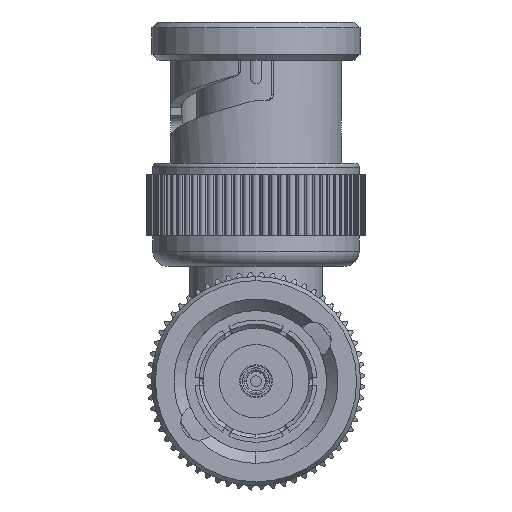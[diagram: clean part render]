
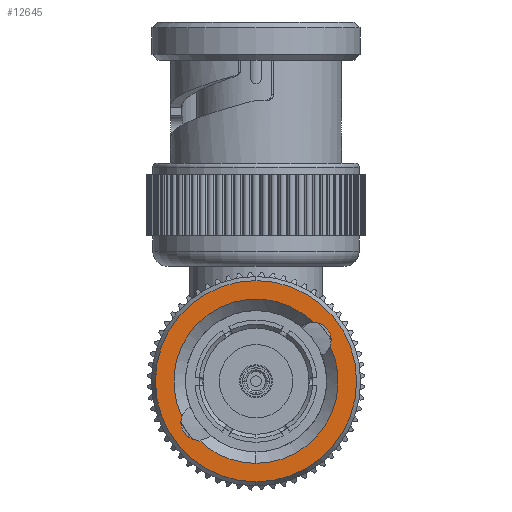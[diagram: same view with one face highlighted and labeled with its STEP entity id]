
A CAD part, left-side view. The second image highlights one B-rep face of the part: STEP entity #12645.
In plain terms, the highlighted planar face has unit normal (-1, 0, 0).
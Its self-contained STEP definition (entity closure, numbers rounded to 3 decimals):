
#101 = CARTESIAN_POINT ( 'NONE',  ( 8.604, 0., 5.46 ) ) ;
#207 = ORIENTED_EDGE ( 'NONE', *, *, #24508, .T. ) ;
#332 = EDGE_CURVE ( 'NONE', #6214, #13261, #18212, .T. ) ;
#486 = ORIENTED_EDGE ( 'NONE', *, *, #12218, .T. ) ;
#487 = VERTEX_POINT ( 'NONE', #7227 ) ;
#947 = AXIS2_PLACEMENT_3D ( 'NONE', #7628, #5501, #9174 ) ;
#1089 = CARTESIAN_POINT ( 'NONE',  ( 8.604, 3.815, -3.92 ) ) ;
#1168 = CIRCLE ( 'NONE', #28573, 1.18 ) ;
#1586 = EDGE_LOOP ( 'NONE', ( #207, #7161, #29755, #486, #11547, #12412 ) ) ;
#2128 = CARTESIAN_POINT ( 'NONE',  ( 8.604, -3.8, 3.92 ) ) ;
#3418 = VERTEX_POINT ( 'NONE', #26908 ) ;
#3736 = DIRECTION ( 'NONE',  ( 1., 0., 0. ) ) ;
#5501 = DIRECTION ( 'NONE',  ( 1., 0., 0. ) ) ;
#5533 = CARTESIAN_POINT ( 'NONE',  ( 8.604, 4.928, -2.349 ) ) ;
#5676 = CIRCLE ( 'NONE', #22502, 1.18 ) ;
#6086 = DIRECTION ( 'NONE',  ( 0., 0., -1. ) ) ;
#6214 = VERTEX_POINT ( 'NONE', #101 ) ;
#6276 = CIRCLE ( 'NONE', #10103, 6.69 ) ;
#6472 = DIRECTION ( 'NONE',  ( 1., 0., 0. ) ) ;
#6516 = EDGE_LOOP ( 'NONE', ( #18280, #28856 ) ) ;
#6653 = EDGE_CURVE ( 'NONE', #13261, #3418, #5676, .T. ) ;
#7161 = ORIENTED_EDGE ( 'NONE', *, *, #332, .T. ) ;
#7227 = CARTESIAN_POINT ( 'NONE',  ( 8.604, 0., -6.69 ) ) ;
#7628 = CARTESIAN_POINT ( 'NONE',  ( 8.604, 3.815, -2.74 ) ) ;
#8568 = DIRECTION ( 'NONE',  ( 0., 0., 1. ) ) ;
#9174 = DIRECTION ( 'NONE',  ( 0., 0., -1. ) ) ;
#9728 = AXIS2_PLACEMENT_3D ( 'NONE', #21810, #6472, #24215 ) ;
#9732 = AXIS2_PLACEMENT_3D ( 'NONE', #24354, #3736, #12926 ) ;
#10103 = AXIS2_PLACEMENT_3D ( 'NONE', #13578, #18539, #11448 ) ;
#10393 = DIRECTION ( 'NONE',  ( 0., 0., -1. ) ) ;
#10529 = CARTESIAN_POINT ( 'NONE',  ( 8.604, 0., 0. ) ) ;
#11448 = DIRECTION ( 'NONE',  ( 0., 0., -1. ) ) ;
#11547 = ORIENTED_EDGE ( 'NONE', *, *, #20254, .T. ) ;
#12218 = EDGE_CURVE ( 'NONE', #3418, #12560, #22708, .T. ) ;
#12412 = ORIENTED_EDGE ( 'NONE', *, *, #26505, .T. ) ;
#12560 = VERTEX_POINT ( 'NONE', #26394 ) ;
#12642 = CARTESIAN_POINT ( 'NONE',  ( 8.604, 0., 0. ) ) ;
#12645 = ADVANCED_FACE ( 'NONE', ( #24581, #24747 ), #26993, .F. ) ;
#12801 = DIRECTION ( 'NONE',  ( 1., 0., 0. ) ) ;
#12926 = DIRECTION ( 'NONE',  ( 0., 0., 1. ) ) ;
#13261 = VERTEX_POINT ( 'NONE', #2128 ) ;
#13523 = EDGE_CURVE ( 'NONE', #25225, #487, #20779, .T. ) ;
#13578 = CARTESIAN_POINT ( 'NONE',  ( 8.604, 0., 0. ) ) ;
#15176 = CIRCLE ( 'NONE', #23270, 5.46 ) ;
#15514 = AXIS2_PLACEMENT_3D ( 'NONE', #18124, #17977, #6086 ) ;
#16636 = CARTESIAN_POINT ( 'NONE',  ( 8.604, 3.815, -2.74 ) ) ;
#16731 = CARTESIAN_POINT ( 'NONE',  ( 8.604, -3.815, 2.74 ) ) ;
#17471 = DIRECTION ( 'NONE',  ( 0., 0., 1. ) ) ;
#17977 = DIRECTION ( 'NONE',  ( 1., 0., 0. ) ) ;
#18124 = CARTESIAN_POINT ( 'NONE',  ( 8.604, 0., -6.69 ) ) ;
#18212 = CIRCLE ( 'NONE', #29727, 5.46 ) ;
#18280 = ORIENTED_EDGE ( 'NONE', *, *, #28595, .F. ) ;
#18539 = DIRECTION ( 'NONE',  ( 1., 0., 0. ) ) ;
#18761 = CIRCLE ( 'NONE', #947, 1.18 ) ;
#19021 = VERTEX_POINT ( 'NONE', #1089 ) ;
#19624 = CARTESIAN_POINT ( 'NONE',  ( 8.604, 0., 6.69 ) ) ;
#19708 = DIRECTION ( 'NONE',  ( 1., 0., 0. ) ) ;
#20254 = EDGE_CURVE ( 'NONE', #12560, #19021, #1168, .T. ) ;
#20779 = CIRCLE ( 'NONE', #9728, 6.69 ) ;
#21810 = CARTESIAN_POINT ( 'NONE',  ( 8.604, 0., 0. ) ) ;
#22502 = AXIS2_PLACEMENT_3D ( 'NONE', #16731, #28182, #10393 ) ;
#22708 = CIRCLE ( 'NONE', #9732, 5.46 ) ;
#23254 = DIRECTION ( 'NONE',  ( 1., 0., 0. ) ) ;
#23270 = AXIS2_PLACEMENT_3D ( 'NONE', #12642, #12801, #8568 ) ;
#24215 = DIRECTION ( 'NONE',  ( 0., 0., -1. ) ) ;
#24354 = CARTESIAN_POINT ( 'NONE',  ( 8.604, 0., 0. ) ) ;
#24508 = EDGE_CURVE ( 'NONE', #24804, #6214, #15176, .T. ) ;
#24581 = FACE_OUTER_BOUND ( 'NONE', #6516, .T. ) ;
#24747 = FACE_BOUND ( 'NONE', #1586, .T. ) ;
#24804 = VERTEX_POINT ( 'NONE', #5533 ) ;
#25225 = VERTEX_POINT ( 'NONE', #19624 ) ;
#25668 = DIRECTION ( 'NONE',  ( 0., 0., -1. ) ) ;
#26394 = CARTESIAN_POINT ( 'NONE',  ( 8.604, 3.8, -3.92 ) ) ;
#26505 = EDGE_CURVE ( 'NONE', #19021, #24804, #18761, .T. ) ;
#26908 = CARTESIAN_POINT ( 'NONE',  ( 8.604, -4.928, 2.349 ) ) ;
#26993 = PLANE ( 'NONE',  #15514 ) ;
#28182 = DIRECTION ( 'NONE',  ( 1., 0., 0. ) ) ;
#28573 = AXIS2_PLACEMENT_3D ( 'NONE', #16636, #23254, #25668 ) ;
#28595 = EDGE_CURVE ( 'NONE', #487, #25225, #6276, .T. ) ;
#28856 = ORIENTED_EDGE ( 'NONE', *, *, #13523, .F. ) ;
#29727 = AXIS2_PLACEMENT_3D ( 'NONE', #10529, #19708, #17471 ) ;
#29755 = ORIENTED_EDGE ( 'NONE', *, *, #6653, .T. ) ;
